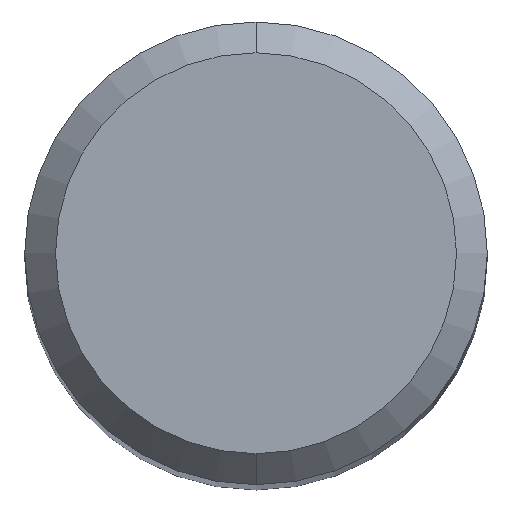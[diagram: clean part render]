
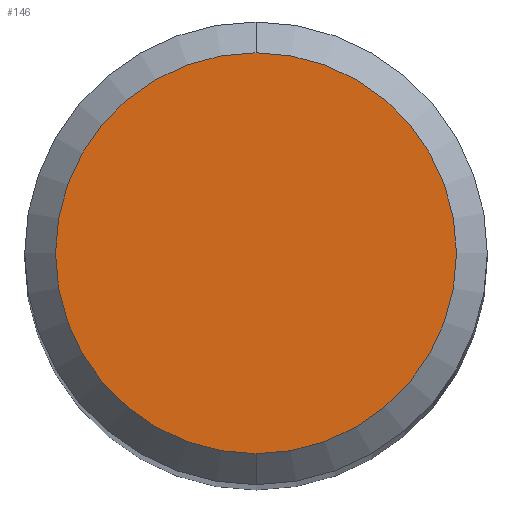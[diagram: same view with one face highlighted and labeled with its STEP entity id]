
A CAD part, top view. The second image highlights one B-rep face of the part: STEP entity #146.
In plain terms, the highlighted planar face has unit normal (0, 0, 1).
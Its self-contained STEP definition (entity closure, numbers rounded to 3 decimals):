
#124=EDGE_CURVE('',#256,#210,#295,.T.);
#146=ADVANCED_FACE('',(#318),#319,.T.);
#168=EDGE_CURVE('',#210,#256,#344,.T.);
#210=VERTEX_POINT('',#391);
#256=VERTEX_POINT('',#445);
#295=CIRCLE('',#480,2.6);
#318=FACE_OUTER_BOUND('',#515,.T.);
#319=PLANE('',#516);
#344=CIRCLE('',#546,2.6);
#391=CARTESIAN_POINT('',(0.0,2.6,0.0));
#445=CARTESIAN_POINT('',(0.,-2.6,0.0));
#480=AXIS2_PLACEMENT_3D('',#692,#693,#694);
#515=EDGE_LOOP('',(#720,#721));
#516=AXIS2_PLACEMENT_3D('',#722,#723,#724);
#546=AXIS2_PLACEMENT_3D('',#761,#762,#763);
#692=CARTESIAN_POINT('',(0.0,0.0,0.0));
#693=DIRECTION('',(0.0,0.0,-1.0));
#694=DIRECTION('',(0.0,1.0,0.0));
#720=ORIENTED_EDGE('',*,*,#168,.F.);
#721=ORIENTED_EDGE('',*,*,#124,.F.);
#722=CARTESIAN_POINT('',(0.0,1.3,0.0));
#723=DIRECTION('',(-0.0,0.0,1.0));
#724=DIRECTION('',(0.0,-1.0,0.0));
#761=CARTESIAN_POINT('',(0.0,0.0,0.0));
#762=DIRECTION('',(0.0,0.0,-1.0));
#763=DIRECTION('',(0.0,1.0,0.0));
